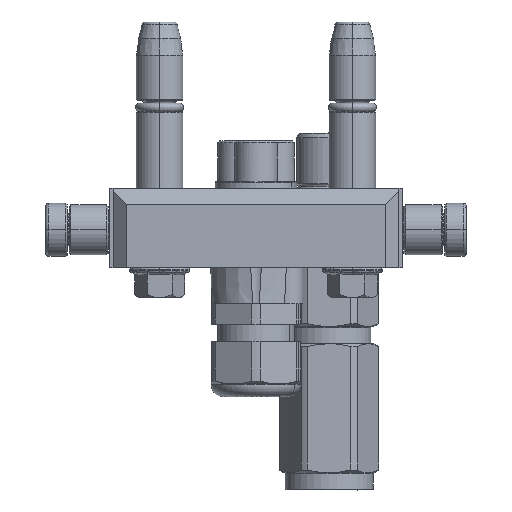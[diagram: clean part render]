
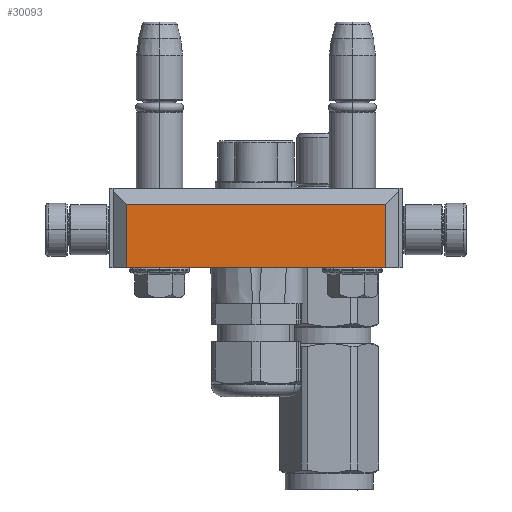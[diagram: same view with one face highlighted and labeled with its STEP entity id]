
A CAD part, left-side view. The second image highlights one B-rep face of the part: STEP entity #30093.
In plain terms, the highlighted face is planar.
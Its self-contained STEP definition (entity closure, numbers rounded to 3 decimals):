
#235 = DIRECTION ( 'NONE',  ( 0., 1., 0. ) ) ;
#4199 = CARTESIAN_POINT ( 'NONE',  ( 44., 42.75, 0. ) ) ;
#5012 = CARTESIAN_POINT ( 'NONE',  ( -39., 42.75, 5. ) ) ;
#5084 = EDGE_CURVE ( 'NONE', #51595, #17594, #18473, .T. ) ;
#6412 = EDGE_CURVE ( 'NONE', #20363, #8799, #54768, .T. ) ;
#7153 = CARTESIAN_POINT ( 'NONE',  ( 39., 42.75, 24. ) ) ;
#7562 = CARTESIAN_POINT ( 'NONE',  ( -39., 42.75, 24. ) ) ;
#8799 = VERTEX_POINT ( 'NONE', #23110 ) ;
#12153 = AXIS2_PLACEMENT_3D ( 'NONE', #4199, #235, #34855 ) ;
#16297 = FACE_OUTER_BOUND ( 'NONE', #33498, .T. ) ;
#16980 = DIRECTION ( 'NONE',  ( 1., 0., 0. ) ) ;
#17035 = EDGE_CURVE ( 'NONE', #17594, #8799, #32911, .T. ) ;
#17594 = VERTEX_POINT ( 'NONE', #5012 ) ;
#18473 = LINE ( 'NONE', #45969, #26596 ) ;
#20363 = VERTEX_POINT ( 'NONE', #7153 ) ;
#20735 = ORIENTED_EDGE ( 'NONE', *, *, #45433, .F. ) ;
#21686 = ORIENTED_EDGE ( 'NONE', *, *, #5084, .F. ) ;
#21728 = VECTOR ( 'NONE', #37953, 1000. ) ;
#23110 = CARTESIAN_POINT ( 'NONE',  ( 39., 42.75, 5. ) ) ;
#25744 = PLANE ( 'NONE',  #12153 ) ;
#25940 = ORIENTED_EDGE ( 'NONE', *, *, #17035, .F. ) ;
#26596 = VECTOR ( 'NONE', #54813, 1000. ) ;
#27676 = CARTESIAN_POINT ( 'NONE',  ( 39., 42.75, 24. ) ) ;
#28748 = ORIENTED_EDGE ( 'NONE', *, *, #6412, .T. ) ;
#30077 = LINE ( 'NONE', #48671, #36186 ) ;
#30093 = ADVANCED_FACE ( 'NONE', ( #16297 ), #25744, .T. ) ;
#31685 = DIRECTION ( 'NONE',  ( -1., 0., 0. ) ) ;
#32911 = LINE ( 'NONE', #43112, #49102 ) ;
#33498 = EDGE_LOOP ( 'NONE', ( #20735, #28748, #25940, #21686 ) ) ;
#34855 = DIRECTION ( 'NONE',  ( -1., 0., 0. ) ) ;
#36186 = VECTOR ( 'NONE', #31685, 1000. ) ;
#37953 = DIRECTION ( 'NONE',  ( 0., 0., -1. ) ) ;
#43112 = CARTESIAN_POINT ( 'NONE',  ( -39., 42.75, 5. ) ) ;
#45433 = EDGE_CURVE ( 'NONE', #20363, #51595, #30077, .T. ) ;
#45969 = CARTESIAN_POINT ( 'NONE',  ( -39., 42.75, 24. ) ) ;
#48671 = CARTESIAN_POINT ( 'NONE',  ( 39., 42.75, 24. ) ) ;
#49102 = VECTOR ( 'NONE', #16980, 1000. ) ;
#51595 = VERTEX_POINT ( 'NONE', #7562 ) ;
#54768 = LINE ( 'NONE', #27676, #21728 ) ;
#54813 = DIRECTION ( 'NONE',  ( 0., 0., -1. ) ) ;
